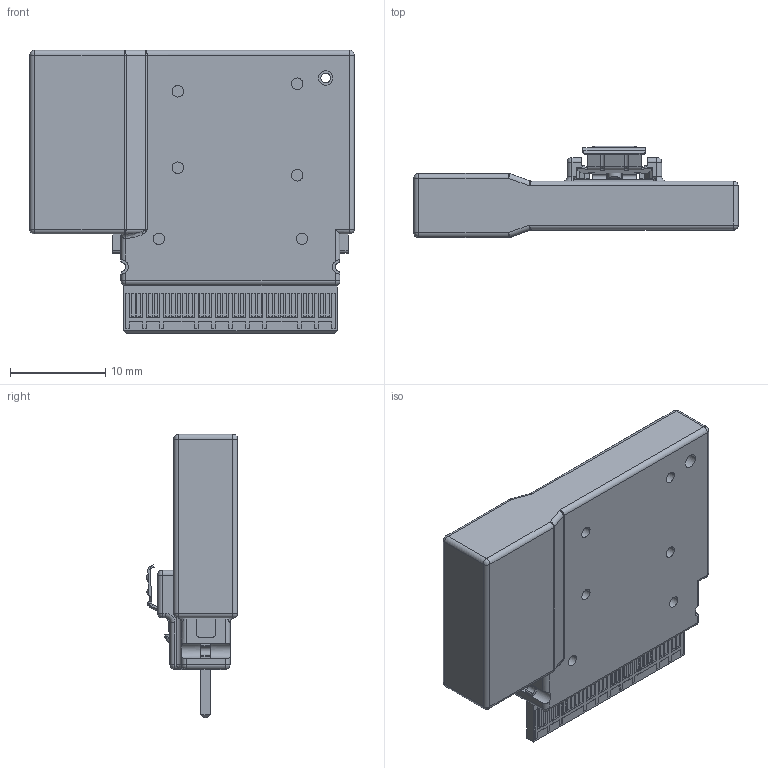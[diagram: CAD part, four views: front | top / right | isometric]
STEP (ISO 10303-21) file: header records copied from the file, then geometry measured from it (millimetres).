
FILE_DESCRIPTION((''),'2;1');
FILE_NAME('NEW_METAL_LATCH_0703','2021-02-08T',('t01395'),(''),'PRO/ENGINEER BY PARAMETRIC TECHNOLOGY CORPORATION, 2007450','PRO/ENGINEER BY PARAMETRIC TECHNOLOGY CORPORATION, 2007450','');
FILE_SCHEMA(('CONFIG_CONTROL_DESIGN'));
Length unit declared in the file: millimetre
Products named in the file (1): NEW_METAL_LATCH_0703
Bounding box: 34.01 x 9.58 x 29.7 mm (x, y, z)
Volume: 4458.7 mm3; surface area: 2838.4 mm2
Topology: 1 solids, 1 shells, 946 faces, 2449 edges, 1551 vertices
Faces by surface type: plane 671, cylinder 196, sphere 46, bspline 23, torus 8, cone 2
Entity records: 30323 total; most frequent: CARTESIAN_POINT 7191, ORIENTED_EDGE 4850, DIRECTION 4634, EDGE_CURVE 2425, VECTOR 1910, LINE 1910, VERTEX_POINT 1551, AXIS2_PLACEMENT_3D 1362
